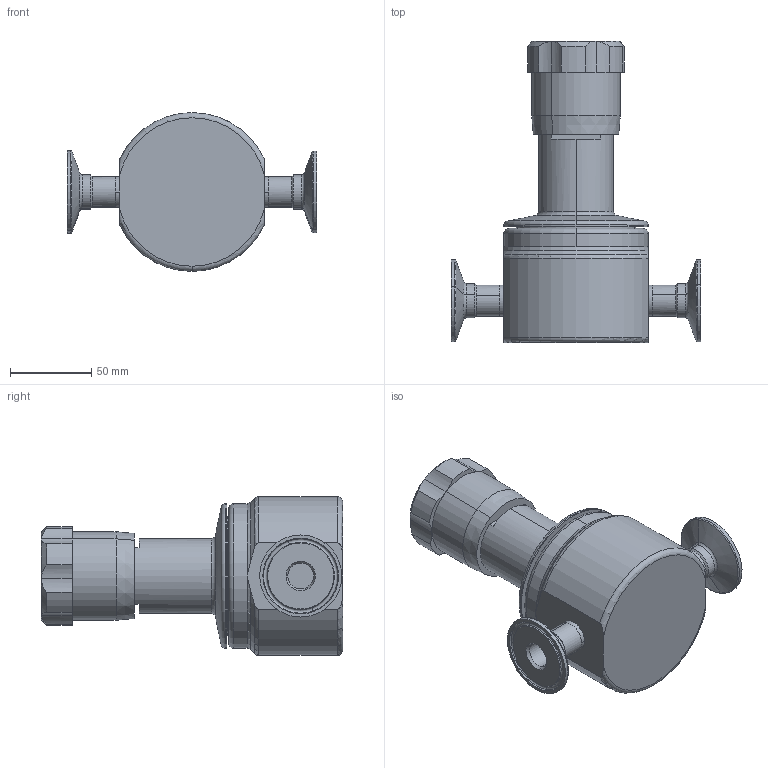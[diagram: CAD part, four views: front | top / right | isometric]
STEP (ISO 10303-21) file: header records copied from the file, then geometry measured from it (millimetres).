
FILE_DESCRIPTION (( 'STEP AP203' ), '1' );
FILE_NAME ('JSRH-075-SA.STEP', '2017-06-22T14:53:22', ( '' ), ( '' ), 'SwSTEP 2.0', 'SolidWorks 2014', '' );
FILE_SCHEMA (( 'CONFIG_CONTROL_DESIGN' ));
Length unit declared in the file: inch
Products named in the file (2): JSRH-075-SA
Bounding box: 153.92 x 185.57 x 97.79 mm (x, y, z)
Volume: 779979 mm3; surface area: 72745.3 mm2
Topology: 1 solids, 1 shells, 136 faces, 292 edges, 167 vertices
Faces by surface type: cylinder 51, cone 33, torus 29, plane 23
Entity records: 4087 total; most frequent: CARTESIAN_POINT 915, DIRECTION 716, ORIENTED_EDGE 584, AXIS2_PLACEMENT_3D 314, EDGE_CURVE 292, CIRCLE 176, VERTEX_POINT 167, EDGE_LOOP 145
